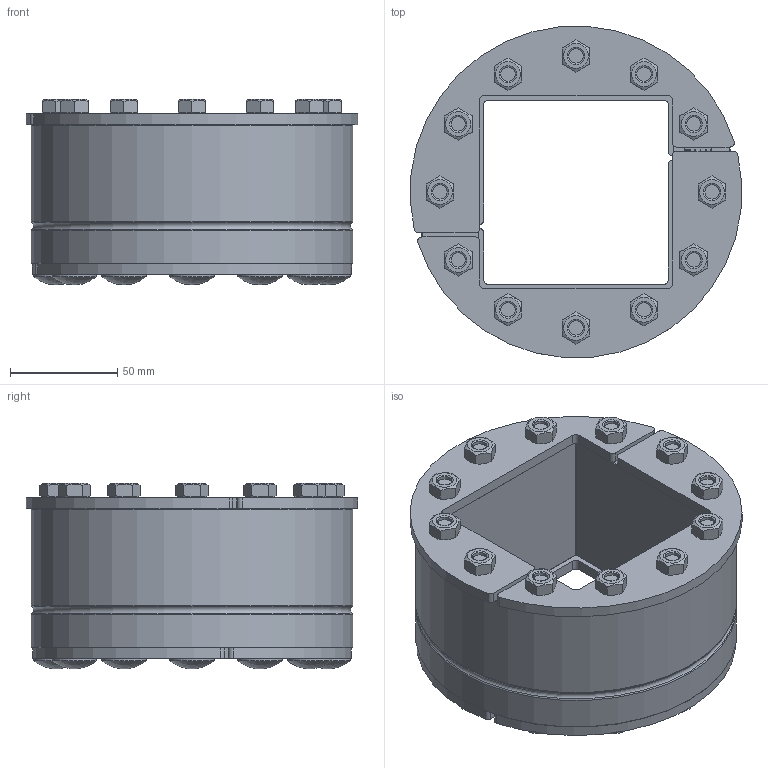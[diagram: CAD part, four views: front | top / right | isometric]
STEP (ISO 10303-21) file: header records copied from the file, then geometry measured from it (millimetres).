
FILE_DESCRIPTION((''),'2;1');
FILE_NAME('R150UG.stp','2014-02-07T10:54:11',('se-milkar'),(''),'Autodesk Inventor 2013','Autodesk Inventor 2013','');
FILE_SCHEMA(('CONFIG_CONTROL_DESIGN'));
Length unit declared in the file: millimetre
Products named in the file (6): 100-019042; 100-019001; 100-019002; 100-019003; 100-001228; 100-016058
Assembly tree (29 placements, depth 2):
  100-019042
    100-019001
    100-019002  x2
    100-019003  x2
    100-001228  x12
    100-016058  x12
Bounding box: 154.75 x 154.6 x 86.57 mm (x, y, z)
Volume: 745162.1 mm3; surface area: 181559.1 mm2
Topology: 29 solids, 29 shells, 1577 faces, 4043 edges, 2644 vertices
Faces by surface type: plane 1002, bspline 292, cylinder 126, cone 108, torus 37, sphere 12
Full cylindrical faces by diameter (mm): 6.647 x12, 7 x12, 8 x12, 8.5 x12, 20.65 x12, 150 x2
Entity records: 39201 total; most frequent: CARTESIAN_POINT 10439, ORIENTED_EDGE 6392, DIRECTION 4712, EDGE_CURVE 3196, VECTOR 2402, LINE 2402, VERTEX_POINT 2150, EDGE_LOOP 1440
